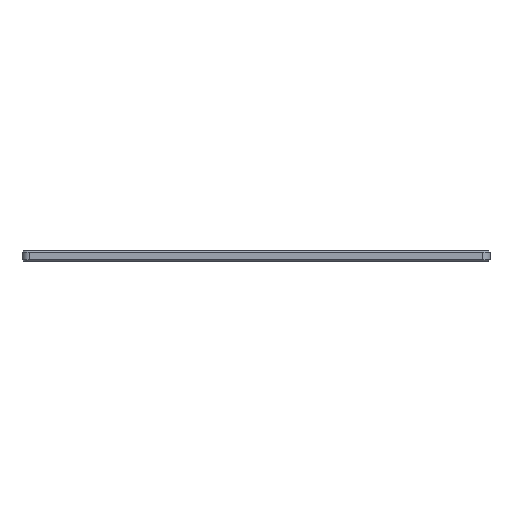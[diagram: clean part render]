
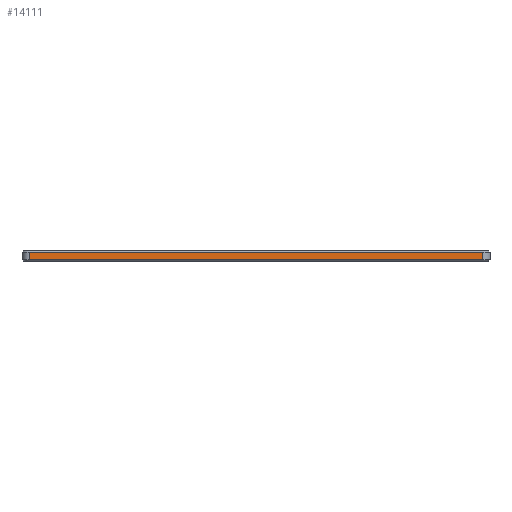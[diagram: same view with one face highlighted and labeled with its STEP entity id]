
A CAD part, front view. The second image highlights one B-rep face of the part: STEP entity #14111.
In plain terms, the highlighted planar face has unit normal (0, -1, 0).
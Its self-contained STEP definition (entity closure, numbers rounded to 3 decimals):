
#645 = CARTESIAN_POINT ( 'NONE',  ( 2., 0., 0.5 ) ) ;
#1592 = ORIENTED_EDGE ( 'NONE', *, *, #6200, .T. ) ;
#2168 = EDGE_CURVE ( 'NONE', #10501, #14967, #13168, .T. ) ;
#2522 = VECTOR ( 'NONE', #9873, 1000. ) ;
#2592 = VERTEX_POINT ( 'NONE', #11090 ) ;
#2593 = AXIS2_PLACEMENT_3D ( 'NONE', #5533, #14653, #13638 ) ;
#2705 = CARTESIAN_POINT ( 'NONE',  ( 125., 0., 2.5 ) ) ;
#3245 = VECTOR ( 'NONE', #3498, 1000. ) ;
#3262 = LINE ( 'NONE', #4127, #14122 ) ;
#3498 = DIRECTION ( 'NONE',  ( -1., 0., 0. ) ) ;
#4127 = CARTESIAN_POINT ( 'NONE',  ( 125., 0., 3. ) ) ;
#4614 = ORIENTED_EDGE ( 'NONE', *, *, #2168, .T. ) ;
#4867 = VERTEX_POINT ( 'NONE', #2705 ) ;
#5533 = CARTESIAN_POINT ( 'NONE',  ( 127., 0., 3. ) ) ;
#5749 = FACE_OUTER_BOUND ( 'NONE', #14712, .T. ) ;
#5869 = DIRECTION ( 'NONE',  ( 0., 0., -1. ) ) ;
#5877 = EDGE_CURVE ( 'NONE', #14967, #2592, #7602, .T. ) ;
#5972 = EDGE_CURVE ( 'NONE', #2592, #4867, #3262, .T. ) ;
#6200 = EDGE_CURVE ( 'NONE', #4867, #10501, #12850, .T. ) ;
#7602 = LINE ( 'NONE', #8513, #2522 ) ;
#7997 = CARTESIAN_POINT ( 'NONE',  ( 127., 0., 2.5 ) ) ;
#8513 = CARTESIAN_POINT ( 'NONE',  ( 125., 0., 0.5 ) ) ;
#8562 = DIRECTION ( 'NONE',  ( 0., 0., 1. ) ) ;
#8936 = ORIENTED_EDGE ( 'NONE', *, *, #5972, .T. ) ;
#9698 = VECTOR ( 'NONE', #5869, 1000. ) ;
#9873 = DIRECTION ( 'NONE',  ( 1., 0., 0. ) ) ;
#10077 = PLANE ( 'NONE',  #2593 ) ;
#10313 = CARTESIAN_POINT ( 'NONE',  ( 2., 0., 3. ) ) ;
#10501 = VERTEX_POINT ( 'NONE', #14176 ) ;
#11090 = CARTESIAN_POINT ( 'NONE',  ( 125., 0., 0.5 ) ) ;
#12850 = LINE ( 'NONE', #7997, #3245 ) ;
#12912 = ORIENTED_EDGE ( 'NONE', *, *, #5877, .T. ) ;
#13168 = LINE ( 'NONE', #10313, #9698 ) ;
#13638 = DIRECTION ( 'NONE',  ( 0., 0., 1. ) ) ;
#14111 = ADVANCED_FACE ( 'NONE', ( #5749 ), #10077, .F. ) ;
#14122 = VECTOR ( 'NONE', #8562, 1000. ) ;
#14176 = CARTESIAN_POINT ( 'NONE',  ( 2., 0., 2.5 ) ) ;
#14653 = DIRECTION ( 'NONE',  ( 0., 1., 0. ) ) ;
#14712 = EDGE_LOOP ( 'NONE', ( #4614, #12912, #8936, #1592 ) ) ;
#14967 = VERTEX_POINT ( 'NONE', #645 ) ;
